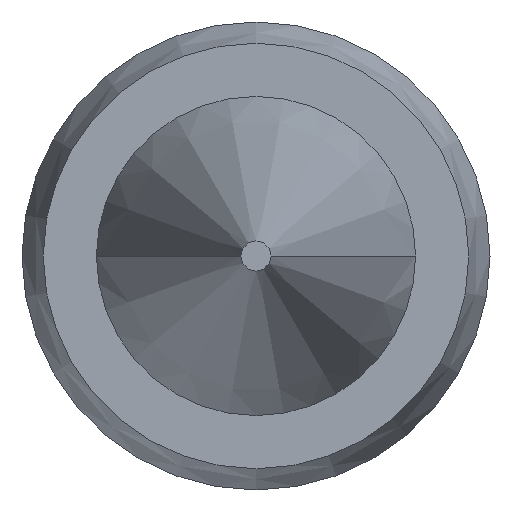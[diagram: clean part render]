
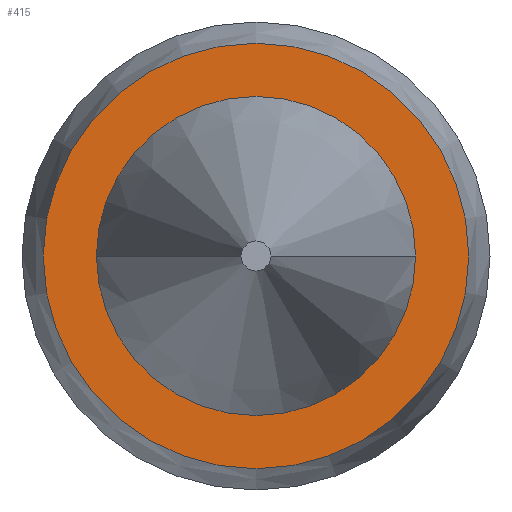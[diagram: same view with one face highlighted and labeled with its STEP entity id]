
A CAD part, left-side view. The second image highlights one B-rep face of the part: STEP entity #415.
In plain terms, the highlighted planar face has unit normal (-1, 0, 0).
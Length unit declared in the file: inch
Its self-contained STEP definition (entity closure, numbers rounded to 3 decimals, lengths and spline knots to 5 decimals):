
#2 = CARTESIAN_POINT ( 'NONE',  ( 0., 0., 0. ) ) ;
#8 = DIRECTION ( 'NONE',  ( 0., 0., 1. ) ) ;
#10 = CARTESIAN_POINT ( 'NONE',  ( 0., -0.0105, 0. ) ) ;
#31 = EDGE_LOOP ( 'NONE', ( #152 ) ) ;
#35 = DIRECTION ( 'NONE',  ( 0., 0., 1. ) ) ;
#52 = EDGE_LOOP ( 'NONE', ( #452, #263 ) ) ;
#69 = DIRECTION ( 'NONE',  ( -1., 0., 0. ) ) ;
#76 = CARTESIAN_POINT ( 'NONE',  ( 0., 0., 0. ) ) ;
#86 = PLANE ( 'NONE',  #453 ) ;
#92 = CARTESIAN_POINT ( 'NONE',  ( 0., 0., -0.014 ) ) ;
#124 = CARTESIAN_POINT ( 'NONE',  ( 0., 0.0105, 0. ) ) ;
#152 = ORIENTED_EDGE ( 'NONE', *, *, #317, .F. ) ;
#176 = AXIS2_PLACEMENT_3D ( 'NONE', #2, #260, #35 ) ;
#205 = EDGE_CURVE ( 'NONE', #496, #442, #267, .T. ) ;
#219 = DIRECTION ( 'NONE',  ( 0., 0., -1. ) ) ;
#260 = DIRECTION ( 'NONE',  ( -1., 0., 0. ) ) ;
#263 = ORIENTED_EDGE ( 'NONE', *, *, #205, .F. ) ;
#267 = CIRCLE ( 'NONE', #376, 0.0105 ) ;
#274 = VERTEX_POINT ( 'NONE', #92 ) ;
#289 = CARTESIAN_POINT ( 'NONE',  ( 0., 0., 0. ) ) ;
#317 = EDGE_CURVE ( 'NONE', #274, #274, #487, .T. ) ;
#353 = DIRECTION ( 'NONE',  ( -1., 0., 0. ) ) ;
#357 = AXIS2_PLACEMENT_3D ( 'NONE', #76, #457, #219 ) ;
#368 = EDGE_CURVE ( 'NONE', #442, #496, #495, .T. ) ;
#376 = AXIS2_PLACEMENT_3D ( 'NONE', #289, #69, #492 ) ;
#390 = FACE_OUTER_BOUND ( 'NONE', #31, .T. ) ;
#411 = FACE_BOUND ( 'NONE', #52, .T. ) ;
#415 = ADVANCED_FACE ( 'NONE', ( #411, #390 ), #86, .T. ) ;
#429 = CARTESIAN_POINT ( 'NONE',  ( 0., 0.014, 0. ) ) ;
#442 = VERTEX_POINT ( 'NONE', #124 ) ;
#452 = ORIENTED_EDGE ( 'NONE', *, *, #368, .F. ) ;
#453 = AXIS2_PLACEMENT_3D ( 'NONE', #429, #353, #8 ) ;
#457 = DIRECTION ( 'NONE',  ( 1., 0., 0. ) ) ;
#487 = CIRCLE ( 'NONE', #357, 0.014 ) ;
#492 = DIRECTION ( 'NONE',  ( 0., 0., 1. ) ) ;
#495 = CIRCLE ( 'NONE', #176, 0.0105 ) ;
#496 = VERTEX_POINT ( 'NONE', #10 ) ;
